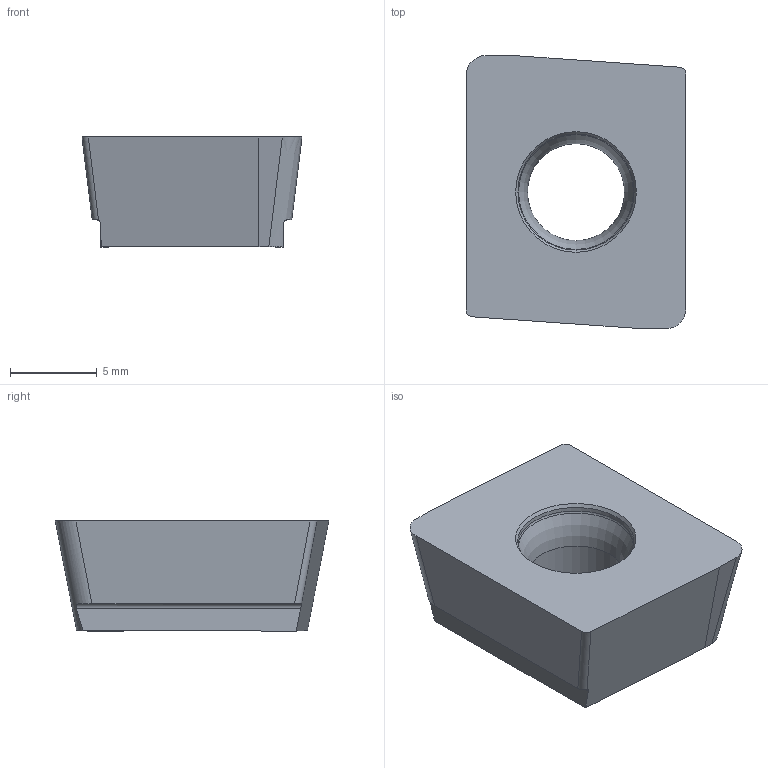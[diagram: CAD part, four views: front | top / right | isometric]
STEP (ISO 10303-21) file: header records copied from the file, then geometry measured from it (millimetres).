
FILE_DESCRIPTION(/* description */ (''),/* implementation_level */ '2;1');
FILE_NAME(/* name */ 'AC__150612R.stp',/* time_stamp */ '2009-11-30T15:41:15+01:00',/* author */ (''),/* organization */ (''),/* preprocessor_version */ 'ST-DEVELOPER v11',/* originating_system */ 'UGS - NX 5.0',/* authorisation */ '');
FILE_SCHEMA (('AUTOMOTIVE_DESIGN { 1 0 10303 214 1 1 1 1 }'));
Length unit declared in the file: millimetre
Products named in the file (1): AC__150612R
Bounding box: 12.7 x 15.78 x 6.35 mm (x, y, z)
Volume: 870.3 mm3; surface area: 711.1 mm2
Topology: 1 solids, 1 shells, 27 faces, 68 edges, 44 vertices
Faces by surface type: plane 13, cylinder 8, cone 3, torus 2, bspline 1
Full cylindrical faces by diameter (mm): 5.6 x1
Entity records: 896 total; most frequent: CARTESIAN_POINT 268, ORIENTED_EDGE 124, DIRECTION 114, EDGE_CURVE 62, AXIS2_PLACEMENT_3D 45, VERTEX_POINT 44, EDGE_LOOP 36, ADVANCED_FACE 27
